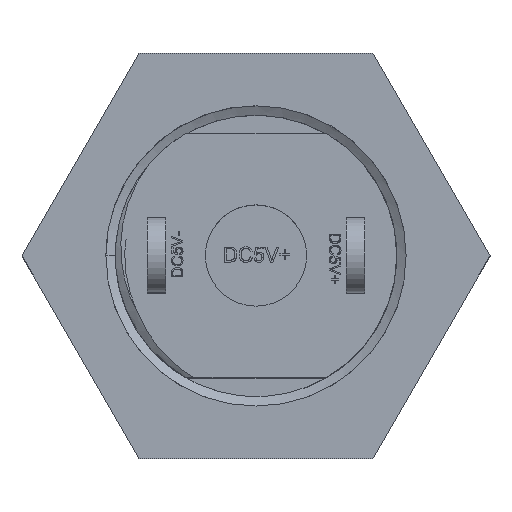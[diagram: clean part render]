
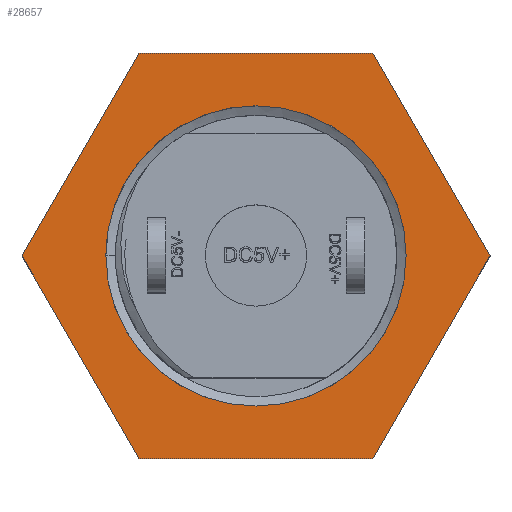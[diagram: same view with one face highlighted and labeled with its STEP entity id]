
A CAD part, top view. The second image highlights one B-rep face of the part: STEP entity #28657.
In plain terms, the highlighted planar face has unit normal (0, 0, 1).
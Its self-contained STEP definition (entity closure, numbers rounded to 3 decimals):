
#27978=DIRECTION('',(1.,0.,0.));
#27979=VECTOR('',#27978,6.235);
#27980=CARTESIAN_POINT('',(-3.118,-5.4,1.9));
#27981=LINE('',#27980,#27979);
#27985=DIRECTION('',(0.5,-0.866,0.));
#27986=VECTOR('',#27985,6.235);
#27987=CARTESIAN_POINT('',(-6.235,0.,1.9));
#27988=LINE('',#27987,#27986);
#27992=DIRECTION('',(-0.5,-0.866,0.));
#27993=VECTOR('',#27992,6.235);
#27994=CARTESIAN_POINT('',(-3.118,5.4,1.9));
#27995=LINE('',#27994,#27993);
#27999=DIRECTION('',(-1.,0.,0.));
#28000=VECTOR('',#27999,6.235);
#28001=CARTESIAN_POINT('',(3.118,5.4,1.9));
#28002=LINE('',#28001,#28000);
#28006=DIRECTION('',(-0.5,0.866,0.));
#28007=VECTOR('',#28006,6.235);
#28008=CARTESIAN_POINT('',(6.235,0.,1.9));
#28009=LINE('',#28008,#28007);
#28013=DIRECTION('',(0.5,0.866,0.));
#28014=VECTOR('',#28013,6.235);
#28015=CARTESIAN_POINT('',(3.118,-5.4,1.9));
#28016=LINE('',#28015,#28014);
#28020=CARTESIAN_POINT('',(0.,0.,1.9));
#28021=DIRECTION('',(0.,0.,-1.));
#28022=DIRECTION('',(1.,0.,0.));
#28023=AXIS2_PLACEMENT_3D('',#28020,#28021,#28022);
#28028=CARTESIAN_POINT('',(0.,0.,1.9));
#28029=DIRECTION('',(0.,0.,-1.));
#28030=DIRECTION('',(-1.,0.,0.));
#28031=AXIS2_PLACEMENT_3D('',#28028,#28029,#28030);
#28492=CARTESIAN_POINT('',(-3.118,-5.4,1.9));
#28493=CARTESIAN_POINT('',(3.118,-5.4,1.9));
#28494=VERTEX_POINT('',#28492);
#28495=VERTEX_POINT('',#28493);
#28496=CARTESIAN_POINT('',(6.235,0.,1.9));
#28497=VERTEX_POINT('',#28496);
#28498=CARTESIAN_POINT('',(3.118,5.4,1.9));
#28499=VERTEX_POINT('',#28498);
#28500=CARTESIAN_POINT('',(-3.118,5.4,1.9));
#28501=VERTEX_POINT('',#28500);
#28502=CARTESIAN_POINT('',(-6.235,0.,1.9));
#28503=VERTEX_POINT('',#28502);
#28505=CARTESIAN_POINT('',(-4.,0.,1.9));
#28507=VERTEX_POINT('',#28505);
#28515=CARTESIAN_POINT('',(4.,0.,1.9));
#28516=VERTEX_POINT('',#28515);
#28638=CARTESIAN_POINT('',(0.,0.,1.9));
#28639=DIRECTION('',(0.,0.,1.));
#28640=DIRECTION('',(1.,0.,0.));
#28641=AXIS2_PLACEMENT_3D('',#28638,#28639,#28640);
#28642=PLANE('',#28641);
#28643=ORIENTED_EDGE('',*,*,#28562,.F.);
#28644=ORIENTED_EDGE('',*,*,#28577,.F.);
#28645=ORIENTED_EDGE('',*,*,#28591,.F.);
#28646=ORIENTED_EDGE('',*,*,#28605,.F.);
#28647=ORIENTED_EDGE('',*,*,#28619,.F.);
#28648=ORIENTED_EDGE('',*,*,#28632,.F.);
#28649=EDGE_LOOP('',(#28643,#28644,#28645,#28646,#28647,#28648));
#28650=FACE_OUTER_BOUND('',#28649,.F.);
#28652=ORIENTED_EDGE('',*,*,#28651,.F.);
#28654=ORIENTED_EDGE('',*,*,#28653,.F.);
#28655=EDGE_LOOP('',(#28652,#28654));
#28656=FACE_BOUND('',#28655,.F.);
#28024=CIRCLE('',#28023,4.);
#28032=CIRCLE('',#28031,4.);
#28562=EDGE_CURVE('',#28494,#28495,#27981,.T.);
#28577=EDGE_CURVE('',#28503,#28494,#27988,.T.);
#28591=EDGE_CURVE('',#28501,#28503,#27995,.T.);
#28605=EDGE_CURVE('',#28499,#28501,#28002,.T.);
#28619=EDGE_CURVE('',#28497,#28499,#28009,.T.);
#28632=EDGE_CURVE('',#28495,#28497,#28016,.T.);
#28651=EDGE_CURVE('',#28516,#28507,#28024,.T.);
#28653=EDGE_CURVE('',#28507,#28516,#28032,.T.);
#28657=ADVANCED_FACE('',(#28650,#28656),#28642,.T.);
